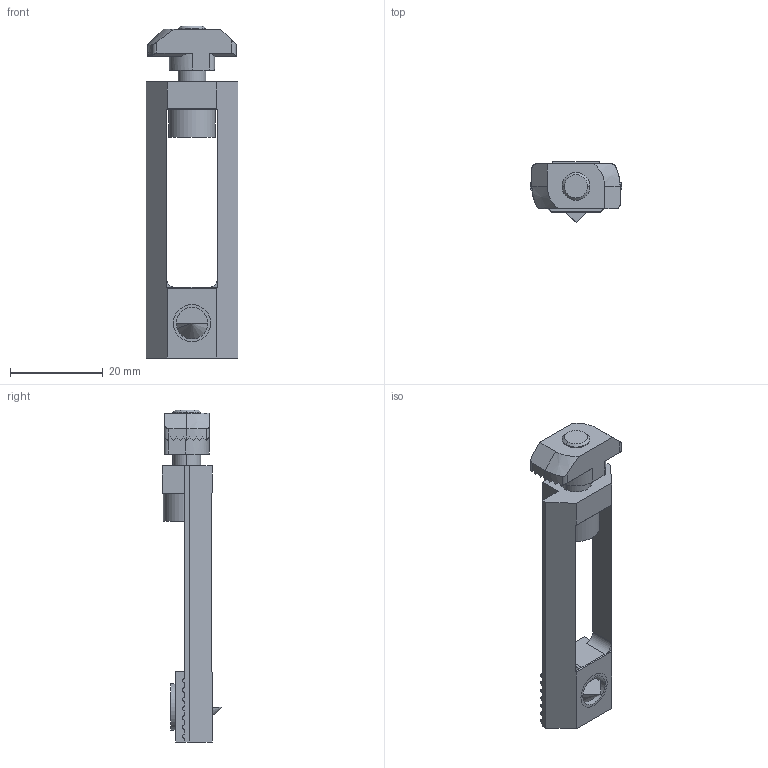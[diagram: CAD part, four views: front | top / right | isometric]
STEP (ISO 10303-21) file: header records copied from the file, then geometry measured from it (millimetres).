
FILE_DESCRIPTION((''),'2;1');
FILE_NAME('11136_SPOJNI_EL_KIT_U10_ASM','2022-09-16T13:55:42',('PredragRovcanin'),('Audax d.o.o.'),'CREO PARAMETRIC BY PTC INC, 2020281','CREO PARAMETRIC BY PTC INC, 2020281','');
FILE_SCHEMA(('AUTOMOTIVE_DESIGN { 1 0 10303 214 1 1 1 1 }'));
Length unit declared in the file: millimetre
Products named in the file (5): 11136_SPOJNI_EL_KIT_U10_A; 11136_SPOJNI_EL_KIT_U10_B; 11136_SPOJNI_EL_KIT_U10_C; 11136_SPOJNI_EL_KIT_U10_D; 11136_SPOJNI_EL_KIT_U10_ASM
Assembly tree (4 placements, depth 2):
  11136_SPOJNI_EL_KIT_U10_ASM
    11136_SPOJNI_EL_KIT_U10_A
    11136_SPOJNI_EL_KIT_U10_B
    11136_SPOJNI_EL_KIT_U10_C
    11136_SPOJNI_EL_KIT_U10_D
Bounding box: 19.7 x 12.9 x 71.5 mm (x, y, z)
Volume: 5611.8 mm3; surface area: 5721.1 mm2
Topology: 4 solids, 7 shells, 145 faces, 421 edges, 307 vertices
Faces by surface type: plane 96, cylinder 44, cone 5
Entity records: 7493 total; most frequent: CARTESIAN_POINT 1000, DIRECTION 806, ORIENTED_EDGE 782, PRESENTATION_STYLE_ASSIGNMENT 438, STYLED_ITEM 438, CURVE_STYLE 431, EDGE_CURVE 397, COLOUR_RGB 328
